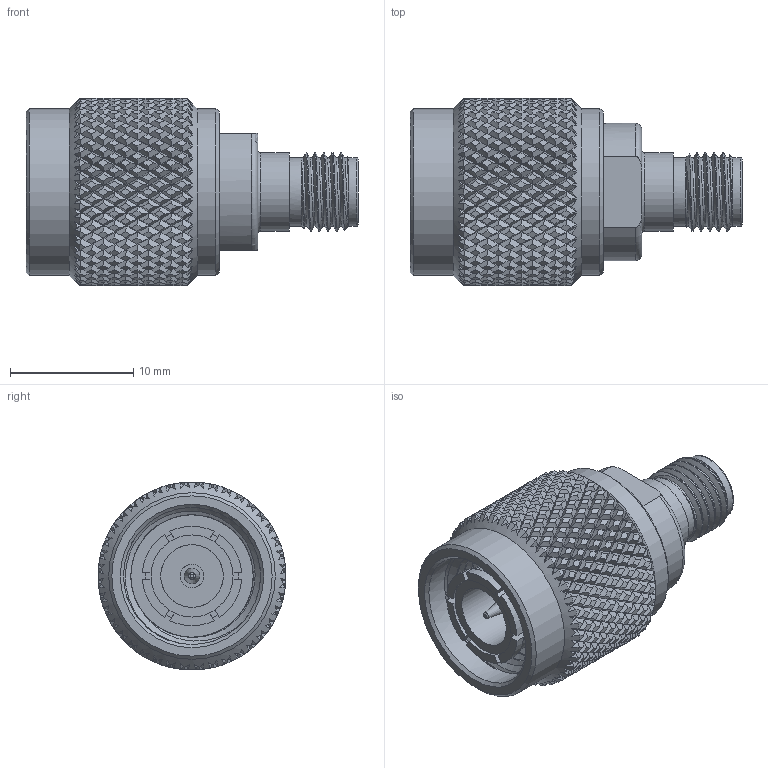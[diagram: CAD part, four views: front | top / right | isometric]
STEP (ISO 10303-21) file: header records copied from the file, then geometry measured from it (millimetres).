
FILE_DESCRIPTION (( 'STEP AP203' ), '1' );
FILE_NAME ('SM4766_3D.step', '2022-08-17T22:45:10', ( '' ), ( '' ), 'SwSTEP 2.0', 'SolidWorks 2021', '' );
FILE_SCHEMA (( 'CONFIG_CONTROL_DESIGN' ));
Products named in the file (1): SM4766_3D
Bounding box: 26.92 x 15.24 x 15.24 mm (x, y, z)
Volume: 2450.8 mm3; surface area: 2553.2 mm2
Topology: 1 solids, 1 shells, 2271 faces, 4754 edges, 2497 vertices
Faces by surface type: bspline 1767, cylinder 440, plane 43, cone 17, torus 4
Full cylindrical faces by diameter (mm): 0.94 x1, 1.194 x1, 1.27 x1, 1.905 x1, 4.572 x1, 5.08 x1, 5.582 x2, 6.35 x1, 7.569 x1, 11.113 x6, 11.125 x1, 11.633 x1, 13.513 x2
Entity records: 95794 total; most frequent: CARTESIAN_POINT 67486, ORIENTED_EDGE 9408, EDGE_CURVE 4704, VERTEX_POINT 2479, EDGE_LOOP 2303, FACE_OUTER_BOUND 2283, ADVANCED_FACE 2265, B_SPLINE_CURVE_WITH_KNOTS 2005
